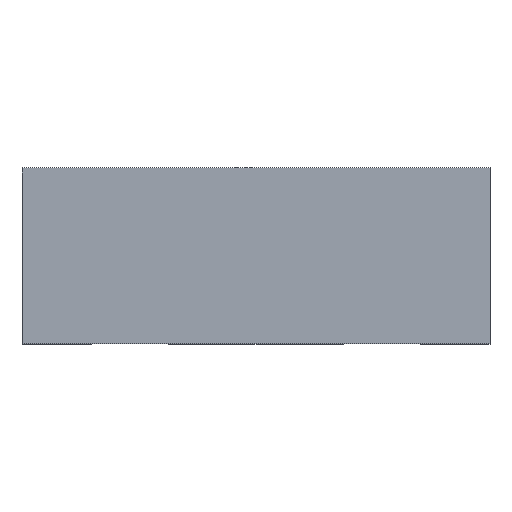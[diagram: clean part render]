
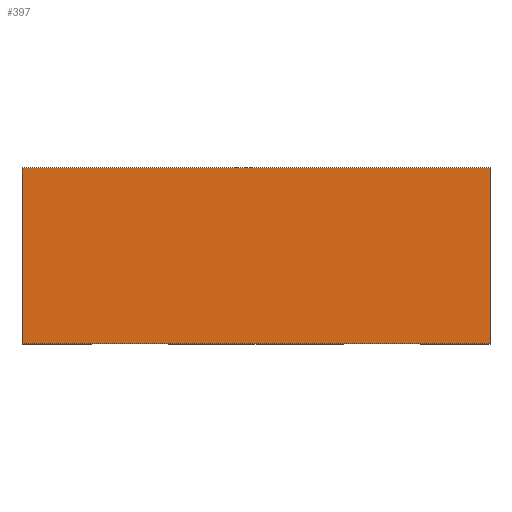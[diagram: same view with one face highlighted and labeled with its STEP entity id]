
A CAD part, top view. The second image highlights one B-rep face of the part: STEP entity #397.
In plain terms, the highlighted planar face has unit normal (0, 0, 1).
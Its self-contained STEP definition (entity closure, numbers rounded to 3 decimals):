
#397 = ADVANCED_FACE( '', ( #898 ), #899, .T. );
#898 = FACE_OUTER_BOUND( '', #1454, .T. );
#899 = PLANE( '', #1455 );
#1454 = EDGE_LOOP( '', ( #3246, #3247, #3248, #3249 ) );
#1455 = AXIS2_PLACEMENT_3D( '', #3250, #3251, #3252 );
#3246 = ORIENTED_EDGE( '', *, *, #4177, .T. );
#3247 = ORIENTED_EDGE( '', *, *, #4184, .T. );
#3248 = ORIENTED_EDGE( '', *, *, #4158, .T. );
#3249 = ORIENTED_EDGE( '', *, *, #4197, .T. );
#3250 = CARTESIAN_POINT( '', ( -92., -75., 54. ) );
#3251 = DIRECTION( '', ( 0., 0., 1. ) );
#3252 = DIRECTION( '', ( 1., 0., 0. ) );
#4158 = EDGE_CURVE( '', #5157, #5155, #5158, .T. );
#4177 = EDGE_CURVE( '', #5187, #5185, #5188, .T. );
#4184 = EDGE_CURVE( '', #5185, #5157, #5199, .T. );
#4197 = EDGE_CURVE( '', #5155, #5187, #5222, .T. );
#5155 = VERTEX_POINT( '', #6607 );
#5157 = VERTEX_POINT( '', #6610 );
#5158 = LINE( '', #6611, #6612 );
#5185 = VERTEX_POINT( '', #6647 );
#5187 = VERTEX_POINT( '', #6650 );
#5188 = LINE( '', #6651, #6652 );
#5199 = LINE( '', #6667, #6668 );
#5222 = LINE( '', #6698, #6699 );
#6607 = CARTESIAN_POINT( '', ( 307., 75., 54. ) );
#6610 = CARTESIAN_POINT( '', ( 307., -75., 54. ) );
#6611 = CARTESIAN_POINT( '', ( 307., -75., 54. ) );
#6612 = VECTOR( '', #7648, 1000. );
#6647 = CARTESIAN_POINT( '', ( -92., -75., 54. ) );
#6650 = CARTESIAN_POINT( '', ( -92., 75., 54. ) );
#6651 = CARTESIAN_POINT( '', ( -92., 75., 54. ) );
#6652 = VECTOR( '', #7685, 1000. );
#6667 = CARTESIAN_POINT( '', ( -92., -75., 54. ) );
#6668 = VECTOR( '', #7696, 1000. );
#6698 = CARTESIAN_POINT( '', ( 307., 75., 54. ) );
#6699 = VECTOR( '', #7719, 1000. );
#7648 = DIRECTION( '', ( 0., 1., 0. ) );
#7685 = DIRECTION( '', ( 0., -1., 0. ) );
#7696 = DIRECTION( '', ( 1., 0., 0. ) );
#7719 = DIRECTION( '', ( -1., 0., 0. ) );
